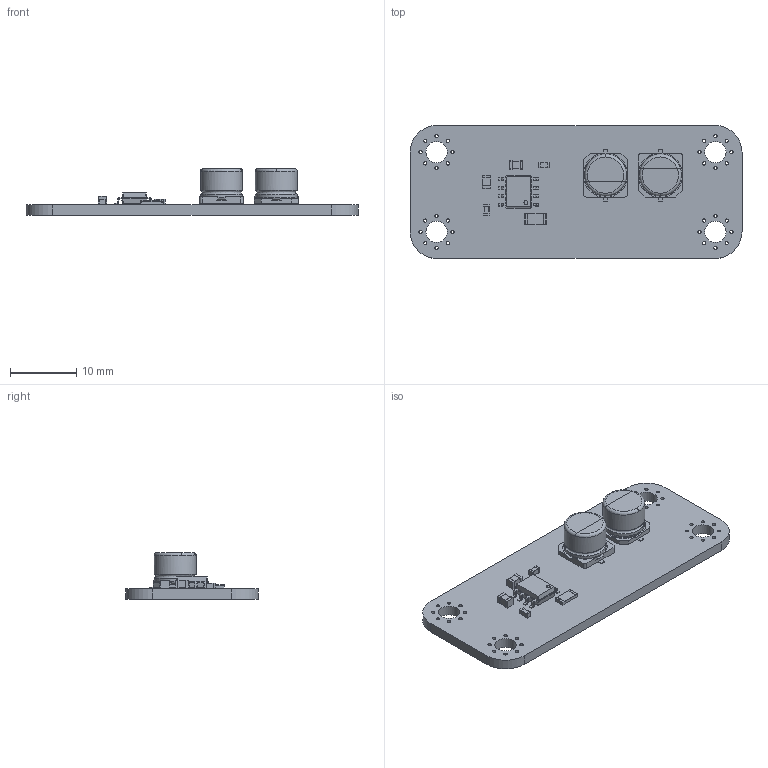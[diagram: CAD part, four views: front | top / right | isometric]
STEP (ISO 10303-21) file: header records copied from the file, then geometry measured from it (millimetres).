
FILE_DESCRIPTION(('KiCad electronic assembly'),'2;1');
FILE_NAME('Tunnelling-Amp.step','2019-07-27T13:06:20',('An Author'),( 'A Company'),'Open CASCADE STEP processor 7.3', 'KiCad to STEP converter','Unknown');
FILE_SCHEMA(('AUTOMOTIVE_DESIGN { 1 0 10303 214 1 1 1 1 }'));
Length unit declared in the file: millimetre
Products named in the file (12): Open CASCADE STEP translator 7.3 1; SOIC-8_3.9x4.9mm_P1.27mm; SOLID; R_1206_3216Metric; CP_Elec_6.3x5.4; C_0805_2012Metric; C_0603_1608Metric; COMPOUND
Assembly tree (14 placements, depth 3):
  Open CASCADE STEP translator 7.3 1
    SOIC-8_3.9x4.9mm_P1.27mm
      SOLID
    R_1206_3216Metric
      SOLID
    CP_Elec_6.3x5.4  x2
      SOLID
    C_0805_2012Metric  x2
      SOLID
    C_0603_1608Metric  x2
      SOLID
    COMPOUND
Bounding box: 50 x 20 x 7.05 mm (x, y, z)
Volume: 1894.9 mm3; surface area: 2828.2 mm2
Topology: 9 solids, 9 shells, 422 faces, 1097 edges, 704 vertices
Faces by surface type: plane 227, cylinder 149, bspline 36, torus 8, revolution 2
Full cylindrical faces by diameter (mm): 0.5 x32, 0.6 x1, 3.2 x4, 6.3 x4
Entity records: 24032 total; most frequent: CARTESIAN_POINT 4700, DIRECTION 3216, LINE 1970, VECTOR 1970, ORIENTED_EDGE 1700, PCURVE 1700, DEFINITIONAL_REPRESENTATION 1700, EDGE_CURVE 850
